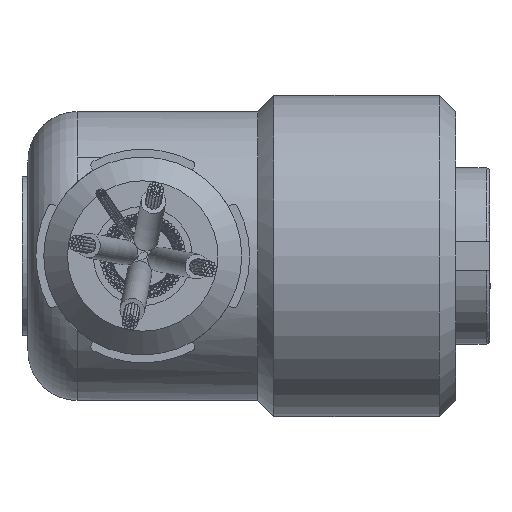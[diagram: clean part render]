
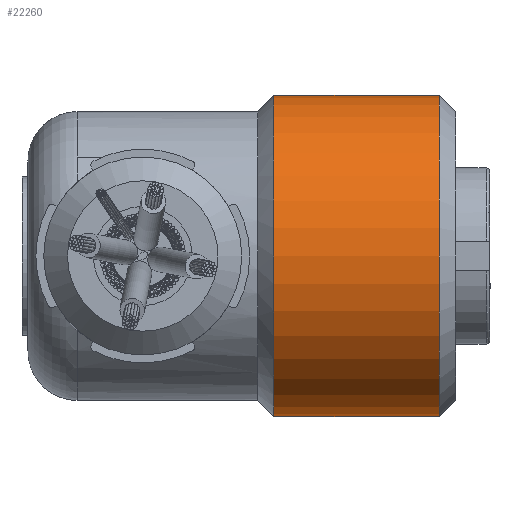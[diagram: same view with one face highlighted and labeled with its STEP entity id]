
A CAD part, front view. The second image highlights one B-rep face of the part: STEP entity #22260.
In plain terms, the highlighted cylindrical face has radius 10.312 mm (diameter 20.625 mm), a full revolution.
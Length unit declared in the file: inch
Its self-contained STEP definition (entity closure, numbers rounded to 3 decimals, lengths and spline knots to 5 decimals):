
#2388=FACE_BOUND('',#3965,.T.);
#2637=FACE_OUTER_BOUND('',#3964,.T.);
#3964=EDGE_LOOP('',(#13207));
#3965=EDGE_LOOP('',(#13208));
#5540=CIRCLE('',#23596,0.406);
#5541=CIRCLE('',#23597,0.406);
#7803=VERTEX_POINT('',#34246);
#7804=VERTEX_POINT('',#34248);
#9782=EDGE_CURVE('',#7803,#7803,#5540,.T.);
#9783=EDGE_CURVE('',#7804,#7804,#5541,.T.);
#13207=ORIENTED_EDGE('',*,*,#9782,.T.);
#13208=ORIENTED_EDGE('',*,*,#9783,.F.);
#20497=CYLINDRICAL_SURFACE('',#23595,0.406);
#22260=ADVANCED_FACE('',(#2637,#2388),#20497,.T.);
#23595=AXIS2_PLACEMENT_3D('',#34245,#27039,#27040);
#23596=AXIS2_PLACEMENT_3D('',#34247,#27041,#27042);
#23597=AXIS2_PLACEMENT_3D('',#34249,#27043,#27044);
#27039=DIRECTION('center_axis',(1.,0.,0.));
#27040=DIRECTION('ref_axis',(0.,1.,0.));
#27041=DIRECTION('center_axis',(1.,0.,0.));
#27042=DIRECTION('ref_axis',(0.,0.,-1.));
#27043=DIRECTION('center_axis',(1.,0.,0.));
#27044=DIRECTION('ref_axis',(0.,0.,-1.));
#34245=CARTESIAN_POINT('Origin',(-0.337,0.,0.));
#34246=CARTESIAN_POINT('',(-0.546,0.406,0.));
#34247=CARTESIAN_POINT('Origin',(-0.546,0.,0.));
#34248=CARTESIAN_POINT('',(-0.128,0.406,0.));
#34249=CARTESIAN_POINT('Origin',(-0.128,0.,0.));
